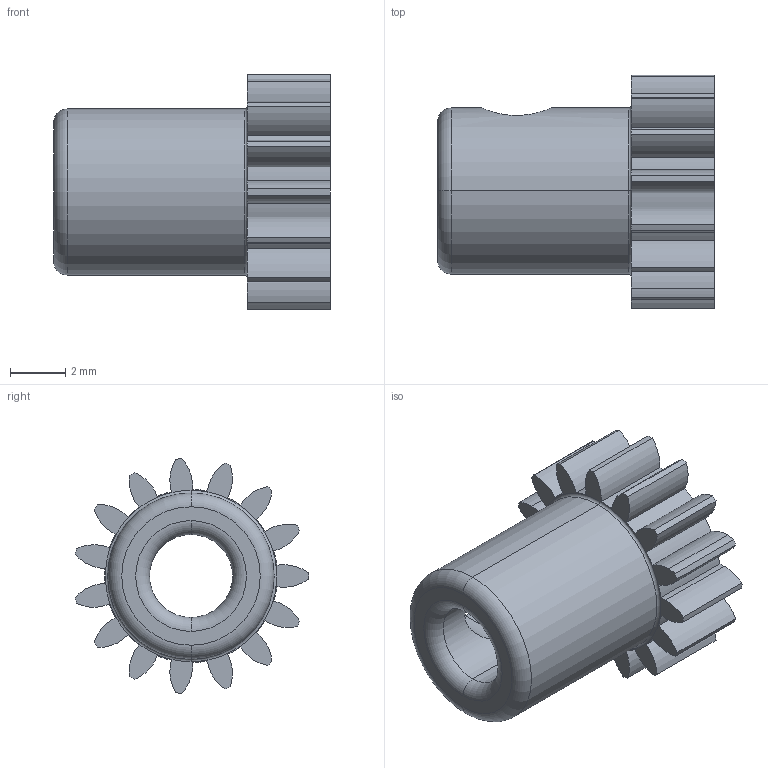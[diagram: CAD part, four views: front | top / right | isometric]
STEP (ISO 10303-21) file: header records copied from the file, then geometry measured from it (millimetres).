
FILE_DESCRIPTION (( 'STEP AP203' ), '1' );
FILE_NAME ('Gear M1 Z15 M0_5.STEP', '2021-07-18T09:47:36', ( '' ), ( '' ), 'SwSTEP 2.0', 'SolidWorks 2020', '' );
FILE_SCHEMA (( 'CONFIG_CONTROL_DESIGN' ));
Length unit declared in the file: millimetre
Products named in the file (1): Gear M1 Z15 M0_5
Bounding box: 10 x 8.43 x 8.47 mm (x, y, z)
Volume: 243.8 mm3; surface area: 434.8 mm2
Topology: 1 solids, 1 shells, 79 faces, 222 edges, 146 vertices
Faces by surface type: cylinder 70, torus 6, plane 3
Entity records: 2801 total; most frequent: CARTESIAN_POINT 536, DIRECTION 526, ORIENTED_EDGE 444, AXIS2_PLACEMENT_3D 228, EDGE_CURVE 222, CIRCLE 148, VERTEX_POINT 146, EDGE_LOOP 84
